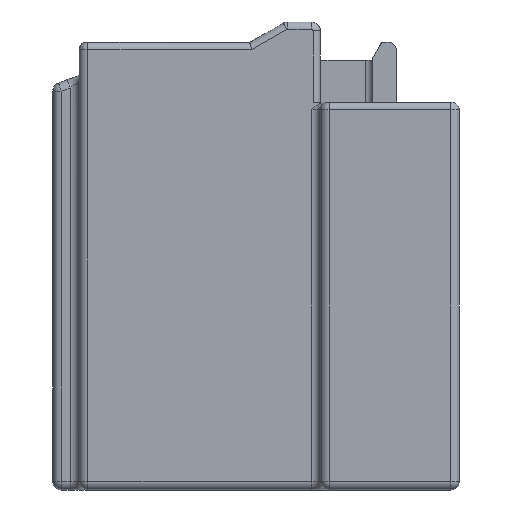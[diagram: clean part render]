
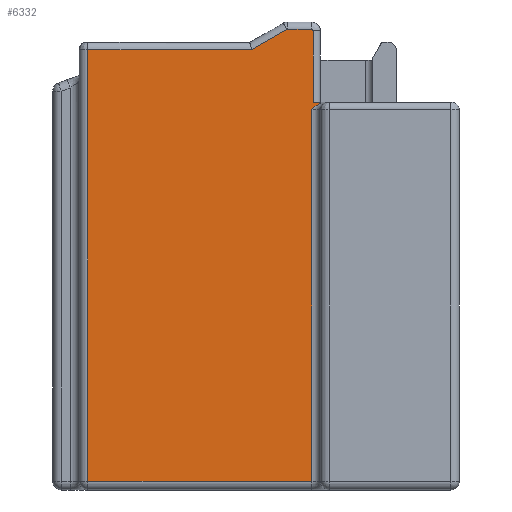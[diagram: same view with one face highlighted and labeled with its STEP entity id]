
A CAD part, front view. The second image highlights one B-rep face of the part: STEP entity #6332.
In plain terms, the highlighted planar face has unit normal (0, -1, 0).
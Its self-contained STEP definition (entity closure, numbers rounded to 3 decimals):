
#1492=DIRECTION('',(1.,0.,0.));
#1493=VECTOR('',#1492,0.25);
#1494=CARTESIAN_POINT('',(2.275,-3.675,-2.05));
#1495=LINE('',#1494,#1493);
#2120=DIRECTION('',(-1.,0.,0.));
#2121=VECTOR('',#2120,7.65);
#2122=CARTESIAN_POINT('',(2.225,-3.675,-15.));
#2123=LINE('',#2122,#2121);
#2124=DIRECTION('',(0.,0.,1.));
#2125=VECTOR('',#2124,14.75);
#2126=CARTESIAN_POINT('',(-5.425,-3.675,-15.));
#2127=LINE('',#2126,#2125);
#2128=DIRECTION('',(-1.,0.,0.));
#2129=VECTOR('',#2128,5.605);
#2130=CARTESIAN_POINT('',(0.18,-3.675,-0.25));
#2131=LINE('',#2130,#2129);
#2132=DIRECTION('',(-0.866,0.,-0.5));
#2133=VECTOR('',#2132,1.387);
#2134=CARTESIAN_POINT('',(1.38,-3.675,0.443));
#2135=LINE('',#2134,#2133);
#2136=CARTESIAN_POINT('',(1.405,-3.675,0.4));
#2137=DIRECTION('',(0.,-1.,0.));
#2138=DIRECTION('',(0.,0.,1.));
#2139=AXIS2_PLACEMENT_3D('',#2136,#2137,#2138);
#2141=DIRECTION('',(-1.,0.,0.));
#2142=VECTOR('',#2141,0.82);
#2143=CARTESIAN_POINT('',(2.225,-3.675,0.45));
#2144=LINE('',#2143,#2142);
#2145=CARTESIAN_POINT('',(2.225,-3.675,0.4));
#2146=DIRECTION('',(0.,-1.,0.));
#2147=DIRECTION('',(1.,0.,0.));
#2148=AXIS2_PLACEMENT_3D('',#2145,#2146,#2147);
#2150=DIRECTION('',(0.,0.,-1.));
#2151=VECTOR('',#2150,2.45);
#2152=CARTESIAN_POINT('',(2.275,-3.675,0.4));
#2153=LINE('',#2152,#2151);
#2154=DIRECTION('',(0.,0.,1.));
#2155=VECTOR('',#2154,12.7);
#2156=CARTESIAN_POINT('',(2.225,-3.675,-15.));
#2157=LINE('',#2156,#2155);
#2255=DIRECTION('',(0.,0.,1.));
#2256=VECTOR('',#2255,0.034);
#2257=CARTESIAN_POINT('',(2.525,-3.675,-2.084));
#2258=LINE('',#2257,#2256);
#2259=CARTESIAN_POINT('',(2.225,-3.675,-2.3));
#2260=CARTESIAN_POINT('',(2.252,-3.675,-2.275));
#2261=CARTESIAN_POINT('',(2.304,-3.675,-2.228));
#2262=CARTESIAN_POINT('',(2.38,-3.675,-2.166));
#2263=CARTESIAN_POINT('',(2.454,-3.675,-2.117));
#2264=CARTESIAN_POINT('',(2.502,-3.675,-2.094));
#2265=CARTESIAN_POINT('',(2.525,-3.675,-2.084));
#3110=CARTESIAN_POINT('',(2.225,-3.675,-2.3));
#3111=VERTEX_POINT('',#3110);
#3114=CARTESIAN_POINT('',(2.275,-3.675,0.4));
#3115=CARTESIAN_POINT('',(2.275,-3.675,-2.05));
#3116=VERTEX_POINT('',#3114);
#3117=VERTEX_POINT('',#3115);
#3124=CARTESIAN_POINT('',(2.225,-3.675,0.45));
#3125=CARTESIAN_POINT('',(1.405,-3.675,0.45));
#3126=VERTEX_POINT('',#3124);
#3127=VERTEX_POINT('',#3125);
#3134=CARTESIAN_POINT('',(1.38,-3.675,0.443));
#3135=CARTESIAN_POINT('',(0.18,-3.675,-0.25));
#3136=VERTEX_POINT('',#3134);
#3137=VERTEX_POINT('',#3135);
#3192=CARTESIAN_POINT('',(2.225,-3.675,-15.));
#3193=VERTEX_POINT('',#3192);
#3196=CARTESIAN_POINT('',(-5.425,-3.675,-15.));
#3197=VERTEX_POINT('',#3196);
#3288=CARTESIAN_POINT('',(-5.425,-3.675,-0.25));
#3290=VERTEX_POINT('',#3288);
#3344=VERTEX_POINT('',#2265);
#3345=CARTESIAN_POINT('',(2.525,-3.675,-2.05));
#3346=VERTEX_POINT('',#3345);
#6305=CARTESIAN_POINT('',(-5.125,-3.675,0.));
#6306=DIRECTION('',(0.,-1.,0.));
#6307=DIRECTION('',(1.,0.,0.));
#6308=AXIS2_PLACEMENT_3D('',#6305,#6306,#6307);
#6309=PLANE('',#6308);
#6310=ORIENTED_EDGE('',*,*,#6220,.T.);
#6311=ORIENTED_EDGE('',*,*,#6247,.T.);
#6312=ORIENTED_EDGE('',*,*,#6296,.F.);
#6314=ORIENTED_EDGE('',*,*,#6313,.F.);
#6316=ORIENTED_EDGE('',*,*,#6315,.F.);
#6318=ORIENTED_EDGE('',*,*,#6317,.F.);
#6320=ORIENTED_EDGE('',*,*,#6319,.F.);
#6322=ORIENTED_EDGE('',*,*,#6321,.T.);
#6323=ORIENTED_EDGE('',*,*,#5318,.T.);
#6325=ORIENTED_EDGE('',*,*,#6324,.F.);
#6327=ORIENTED_EDGE('',*,*,#6326,.F.);
#6329=ORIENTED_EDGE('',*,*,#6328,.F.);
#6330=EDGE_LOOP('',(#6310,#6311,#6312,#6314,#6316,#6318,#6320,#6322,#6323,#6325,
#6327,#6329));
#6331=FACE_OUTER_BOUND('',#6330,.F.);
#6332=ADVANCED_FACE('',(#6331),#6309,.T.);
#2140=CIRCLE('',#2139,0.05);
#2149=CIRCLE('',#2148,0.05);
#2266=B_SPLINE_CURVE_WITH_KNOTS('',3,(#2259,#2260,#2261,#2262,#2263,#2264,
#2265),.UNSPECIFIED.,.F.,.F.,(4,1,1,1,4),(0.,0.25,0.5,0.75,1.),
.UNSPECIFIED.);
#5318=EDGE_CURVE('',#3117,#3346,#1495,.T.);
#6220=EDGE_CURVE('',#3193,#3197,#2123,.T.);
#6247=EDGE_CURVE('',#3197,#3290,#2127,.T.);
#6296=EDGE_CURVE('',#3137,#3290,#2131,.T.);
#6313=EDGE_CURVE('',#3136,#3137,#2135,.T.);
#6315=EDGE_CURVE('',#3127,#3136,#2140,.T.);
#6317=EDGE_CURVE('',#3126,#3127,#2144,.T.);
#6319=EDGE_CURVE('',#3116,#3126,#2149,.T.);
#6321=EDGE_CURVE('',#3116,#3117,#2153,.T.);
#6324=EDGE_CURVE('',#3344,#3346,#2258,.T.);
#6326=EDGE_CURVE('',#3111,#3344,#2266,.T.);
#6328=EDGE_CURVE('',#3193,#3111,#2157,.T.);
